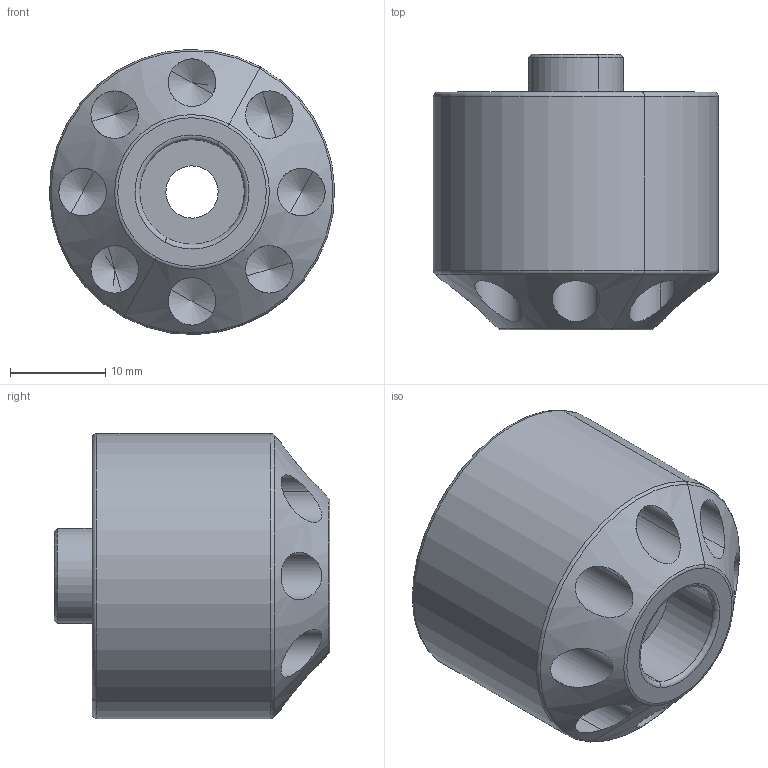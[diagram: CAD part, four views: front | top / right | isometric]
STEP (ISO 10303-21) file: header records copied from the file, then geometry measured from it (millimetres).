
FILE_DESCRIPTION(('CATIA V5 STEP Exchange'),'2;1');
FILE_NAME('Emboutguidonstp.stp','2021-09-12T13:07:31+00:00',('none'),('none'),'CATIA Version 5 Release 17 (IN-10)','CATIA V5 STEP AP203','none');
FILE_SCHEMA(('CONFIG_CONTROL_DESIGN'));
Length unit declared in the file: millimetre
Products named in the file (1): Embout guidon
Bounding box: 29.99 x 29 x 29.99 mm (x, y, z)
Volume: 13950.7 mm3; surface area: 4863.5 mm2
Topology: 1 solids, 1 shells, 58 faces, 132 edges, 70 vertices
Faces by surface type: cylinder 24, cone 22, torus 8, plane 4
Entity records: 1831 total; most frequent: CARTESIAN_POINT 710, ORIENTED_EDGE 232, DIRECTION 170, EDGE_CURVE 116, AXIS2_PLACEMENT_3D 90, EDGE_LOOP 70, VERTEX_POINT 70, ADVANCED_FACE 58
